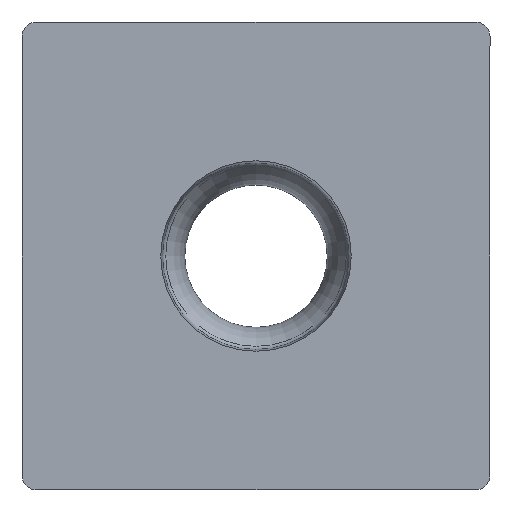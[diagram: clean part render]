
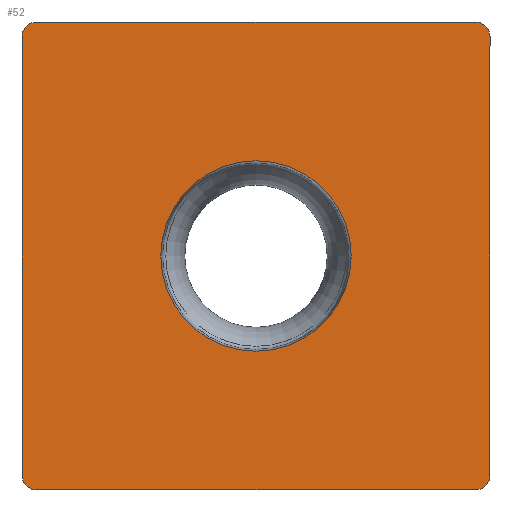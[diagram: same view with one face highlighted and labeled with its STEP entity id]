
A CAD part, top view. The second image highlights one B-rep face of the part: STEP entity #52.
In plain terms, the highlighted planar face has unit normal (0, 0, 1).
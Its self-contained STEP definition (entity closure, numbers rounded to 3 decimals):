
#52=ADVANCED_FACE('',(#78,#79),#66,.F.);
#66=PLANE('',#297);
#72=CIRCLE('',#296,3.145);
#78=FACE_BOUND('',#90,.T.);
#79=FACE_BOUND('',#91,.T.);
#90=EDGE_LOOP('',(#125,#126,#127,#128,#129,#130,#131,#132));
#91=EDGE_LOOP('',(#133));
#112=ELLIPSE('',#292,0.519,0.5);
#113=ELLIPSE('',#293,0.519,0.5);
#114=ELLIPSE('',#294,0.519,0.5);
#115=ELLIPSE('',#295,0.519,0.5);
#125=ORIENTED_EDGE('',*,*,#204,.F.);
#126=ORIENTED_EDGE('',*,*,#205,.T.);
#127=ORIENTED_EDGE('',*,*,#206,.F.);
#128=ORIENTED_EDGE('',*,*,#207,.T.);
#129=ORIENTED_EDGE('',*,*,#208,.F.);
#130=ORIENTED_EDGE('',*,*,#209,.T.);
#131=ORIENTED_EDGE('',*,*,#210,.F.);
#132=ORIENTED_EDGE('',*,*,#211,.T.);
#133=ORIENTED_EDGE('',*,*,#212,.F.);
#183=VERTEX_POINT('',#458);
#184=VERTEX_POINT('',#459);
#185=VERTEX_POINT('',#461);
#186=VERTEX_POINT('',#463);
#187=VERTEX_POINT('',#465);
#188=VERTEX_POINT('',#467);
#189=VERTEX_POINT('',#469);
#190=VERTEX_POINT('',#471);
#191=VERTEX_POINT('',#474);
#204=EDGE_CURVE('',#183,#184,#228,.T.);
#205=EDGE_CURVE('',#183,#185,#112,.T.);
#206=EDGE_CURVE('',#186,#185,#229,.T.);
#207=EDGE_CURVE('',#186,#187,#113,.T.);
#208=EDGE_CURVE('',#188,#187,#230,.T.);
#209=EDGE_CURVE('',#188,#189,#114,.T.);
#210=EDGE_CURVE('',#190,#189,#231,.T.);
#211=EDGE_CURVE('',#190,#184,#115,.T.);
#212=EDGE_CURVE('',#191,#191,#72,.T.);
#228=LINE('',#457,#244);
#229=LINE('',#462,#245);
#230=LINE('',#466,#246);
#231=LINE('',#470,#247);
#244=VECTOR('',#335,1.);
#245=VECTOR('',#338,1.);
#246=VECTOR('',#341,1.);
#247=VECTOR('',#344,1.);
#292=AXIS2_PLACEMENT_3D('',#460,#336,#337);
#293=AXIS2_PLACEMENT_3D('',#464,#339,#340);
#294=AXIS2_PLACEMENT_3D('',#468,#342,#343);
#295=AXIS2_PLACEMENT_3D('',#472,#345,#346);
#296=AXIS2_PLACEMENT_3D('',#473,#347,#348);
#297=AXIS2_PLACEMENT_3D('',#475,#349,#350);
#335=DIRECTION('',(1.,0.,0.));
#336=DIRECTION('',(0.,0.,1.));
#337=DIRECTION('',(-0.707,0.707,0.));
#338=DIRECTION('',(0.,1.,0.));
#339=DIRECTION('',(0.,0.,1.));
#340=DIRECTION('',(-0.707,-0.707,0.));
#341=DIRECTION('',(-1.,0.,0.));
#342=DIRECTION('',(0.,0.,1.));
#343=DIRECTION('',(0.707,-0.707,0.));
#344=DIRECTION('',(0.,-1.,0.));
#345=DIRECTION('',(0.,0.,1.));
#346=DIRECTION('',(0.707,0.707,0.));
#347=DIRECTION('',(0.,0.,1.));
#348=DIRECTION('',(-1.,0.,0.));
#349=DIRECTION('',(0.,0.,-1.));
#350=DIRECTION('',(-1.,0.,0.));
#457=CARTESIAN_POINT('',(7.725,7.725,0.));
#458=CARTESIAN_POINT('',(-7.234,7.725,0.));
#459=CARTESIAN_POINT('',(7.234,7.725,0.));
#460=CARTESIAN_POINT('',(-7.216,7.216,0.));
#461=CARTESIAN_POINT('',(-7.725,7.234,0.));
#462=CARTESIAN_POINT('',(-7.725,7.725,0.));
#463=CARTESIAN_POINT('',(-7.725,-7.234,0.));
#464=CARTESIAN_POINT('',(-7.216,-7.216,0.));
#465=CARTESIAN_POINT('',(-7.234,-7.725,0.));
#466=CARTESIAN_POINT('',(7.725,-7.725,0.));
#467=CARTESIAN_POINT('',(7.234,-7.725,0.));
#468=CARTESIAN_POINT('',(7.216,-7.216,0.));
#469=CARTESIAN_POINT('',(7.725,-7.234,0.));
#470=CARTESIAN_POINT('',(7.725,7.725,0.));
#471=CARTESIAN_POINT('',(7.725,7.234,0.));
#472=CARTESIAN_POINT('',(7.216,7.216,0.));
#473=CARTESIAN_POINT('',(0.,0.,0.));
#474=CARTESIAN_POINT('',(-3.145,0.,0.));
#475=CARTESIAN_POINT('',(0.,0.,0.));
